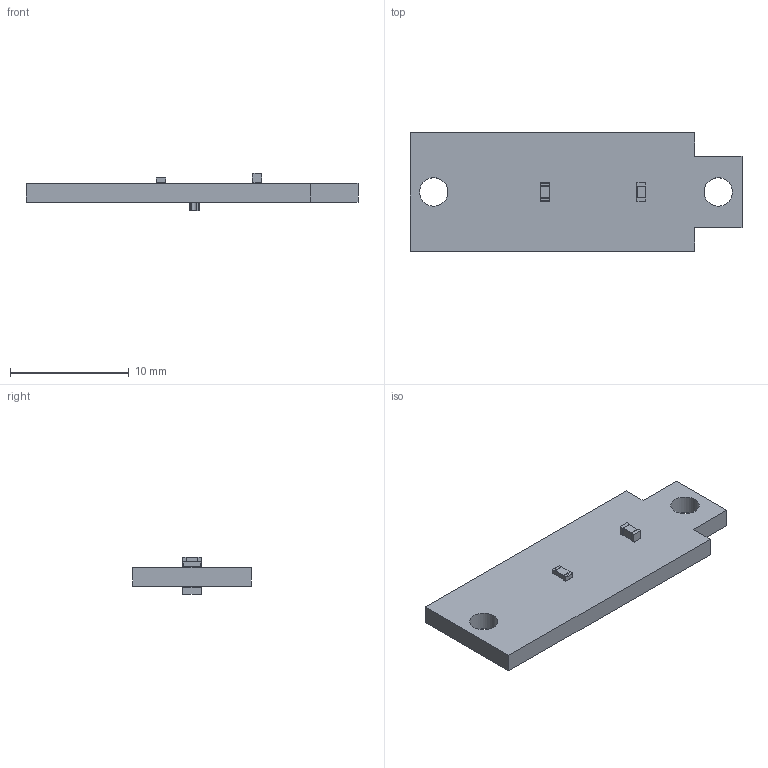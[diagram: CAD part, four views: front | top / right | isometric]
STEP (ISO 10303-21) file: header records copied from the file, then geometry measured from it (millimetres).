
FILE_DESCRIPTION(('KiCad electronic assembly'),'2;1');
FILE_NAME('SubSensor.step','2022-02-06T12:39:46',('An Author'),( 'A Company'),'Open CASCADE STEP processor 6.9', 'KiCad to STEP converter','Unknown');
FILE_SCHEMA(('AUTOMOTIVE_DESIGN { 1 0 10303 214 1 1 1 1 }'));
Length unit declared in the file: millimetre
Products named in the file (8): Open CASCADE STEP translator 6.9 1; C_0603_1608Metric; SOLID; D_0603_1608Metric; R_0603_1608Metric; COMPOUND
Assembly tree (7 placements, depth 3):
  Open CASCADE STEP translator 6.9 1
    C_0603_1608Metric
      SOLID
    D_0603_1608Metric
      SOLID
    R_0603_1608Metric
      SOLID
    COMPOUND
Bounding box: 28 x 10 x 3.16 mm (x, y, z)
Volume: 410.1 mm3; surface area: 672.6 mm2
Topology: 4 solids, 4 shells, 105 faces, 278 edges, 184 vertices
Faces by surface type: plane 69, cylinder 36
Full cylindrical faces by diameter (mm): 2.4 x2
Entity records: 8199 total; most frequent: CARTESIAN_POINT 1787, DIRECTION 1072, LINE 682, VECTOR 682, ORIENTED_EDGE 556, PCURVE 556, DEFINITIONAL_REPRESENTATION 556, EDGE_CURVE 278
